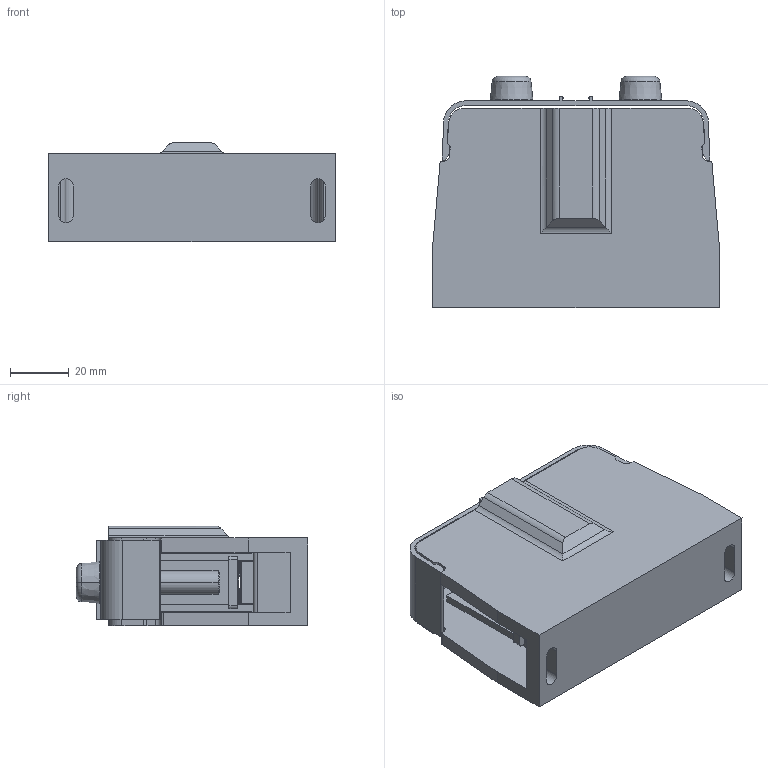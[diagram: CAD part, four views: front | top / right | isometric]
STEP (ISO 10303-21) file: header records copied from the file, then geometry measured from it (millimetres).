
FILE_DESCRIPTION((''),'2;1');
FILE_NAME('UJFX2-70_3P_ASM','2024-01-24T',('dell'),(''),'PRO/ENGINEER BY PARAMETRIC TECHNOLOGY CORPORATION, 2013230','PRO/ENGINEER BY PARAMETRIC TECHNOLOGY CORPORATION, 2013230','');
FILE_SCHEMA(('AUTOMOTIVE_DESIGN { 1 0 10303 214 1 1 1 1 }'));
Length unit declared in the file: millimetre
Products named in the file (1): UJFX2-70_3P_ASM
Bounding box: 98 x 79 x 34 mm (x, y, z)
Volume: 130437.8 mm3; surface area: 56690.2 mm2
Topology: 3 solids, 3 shells, 406 faces, 1208 edges, 792 vertices
Faces by surface type: plane 236, cylinder 140, torus 16, cone 14
Entity records: 14096 total; most frequent: CARTESIAN_POINT 3085, ORIENTED_EDGE 2416, DIRECTION 2155, EDGE_CURVE 1208, VECTOR 841, LINE 841, VERTEX_POINT 792, AXIS2_PLACEMENT_3D 657
